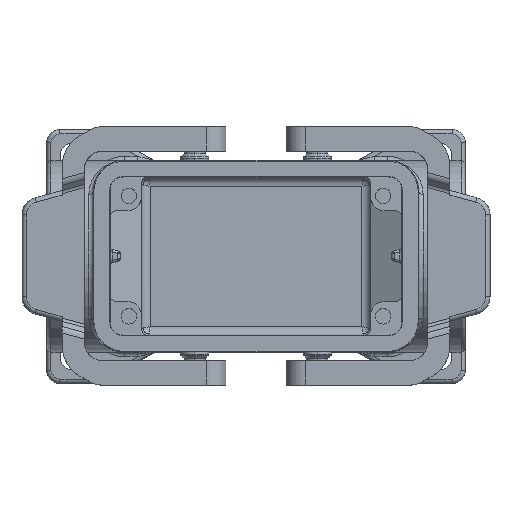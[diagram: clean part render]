
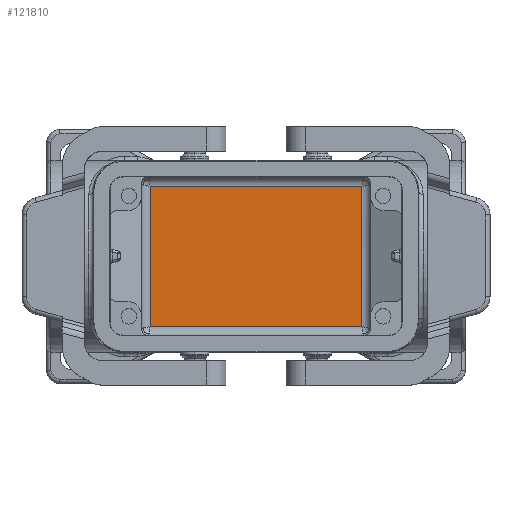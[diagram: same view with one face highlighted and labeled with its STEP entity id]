
A CAD part, top view. The second image highlights one B-rep face of the part: STEP entity #121810.
In plain terms, the highlighted face is planar.
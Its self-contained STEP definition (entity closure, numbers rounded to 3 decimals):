
#119270=CARTESIAN_POINT('',(0.,17.501,67.));
#119280=DIRECTION('',(-1.,0.,0.));
#119290=VECTOR('',#119280,1.);
#119300=LINE('',#119270,#119290);
#119310=CARTESIAN_POINT('',(64.941,17.501,67.));
#119320=VERTEX_POINT('',#119310);
#119330=CARTESIAN_POINT('',(17.441,17.501,67.));
#119340=VERTEX_POINT('',#119330);
#119350=EDGE_CURVE('',#119320,#119340,#119300,.T.);
#121510=CARTESIAN_POINT('',(0.,0.,
67.));
#121520=DIRECTION('',(0.,0.,1.));
#121530=DIRECTION('',(1.,0.,0.));
#121540=AXIS2_PLACEMENT_3D('',#121510,#121520,#121530);
#121550=PLANE('',#121540);
#121560=CARTESIAN_POINT('',(64.941,0.,67.));
#121570=DIRECTION('',(0.,-1.,0.));
#121580=VECTOR('',#121570,1.);
#121590=LINE('',#121560,#121580);
#121600=CARTESIAN_POINT('',(64.941,49.001,67.));
#121610=VERTEX_POINT('',#121600);
#121620=EDGE_CURVE('',#121610,#119320,#121590,.T.);
#121630=ORIENTED_EDGE('',*,*,#121620,.T.);
#121640=CARTESIAN_POINT('',(0.,49.001,67.));
#121650=DIRECTION('',(1.,0.,0.));
#121660=VECTOR('',#121650,1.);
#121670=LINE('',#121640,#121660);
#121680=CARTESIAN_POINT('',(17.441,49.001,67.));
#121690=VERTEX_POINT('',#121680);
#121700=EDGE_CURVE('',#121690,#121610,#121670,.T.);
#121710=ORIENTED_EDGE('',*,*,#121700,.T.);
#121720=CARTESIAN_POINT('',(17.441,0.,67.));
#121730=DIRECTION('',(0.,-1.,0.));
#121740=VECTOR('',#121730,1.);
#121750=LINE('',#121720,#121740);
#121760=EDGE_CURVE('',#121690,#119340,#121750,.T.);
#121770=ORIENTED_EDGE('',*,*,#121760,.F.);
#121780=ORIENTED_EDGE('',*,*,#119350,.T.);
#121790=EDGE_LOOP('',(#121780,#121770,#121710,#121630));
#121800=FACE_OUTER_BOUND('',#121790,.T.);
#121810=ADVANCED_FACE('',(#121800),#121550,.F.);
